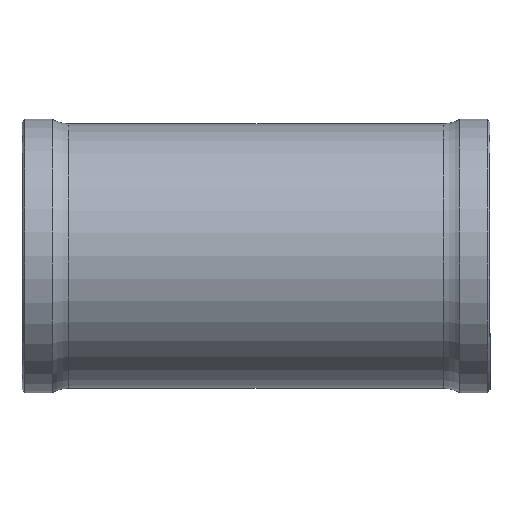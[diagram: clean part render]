
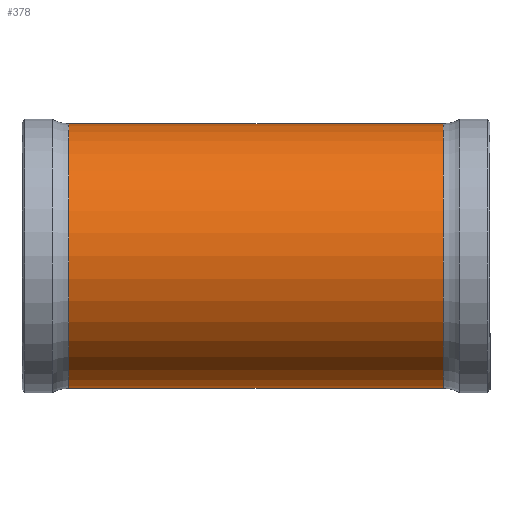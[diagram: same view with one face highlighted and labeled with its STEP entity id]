
A CAD part, top view. The second image highlights one B-rep face of the part: STEP entity #378.
In plain terms, the highlighted cylindrical face has radius 24.6 mm (diameter 49.2 mm), a partial arc.
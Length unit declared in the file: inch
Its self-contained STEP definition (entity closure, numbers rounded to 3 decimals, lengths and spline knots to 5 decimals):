
#9 = CARTESIAN_POINT ( 'NONE',  ( -1.37112, -0.0115, 0. ) ) ;
#78 = VERTEX_POINT ( 'NONE', #491 ) ;
#82 = EDGE_CURVE ( 'NONE', #502, #78, #727, .T. ) ;
#137 = CARTESIAN_POINT ( 'NONE',  ( -1.73061, 0.957, 0. ) ) ;
#143 = CIRCLE ( 'NONE', #170, 0.9685 ) ;
#146 = DIRECTION ( 'NONE',  ( 0., -1., 0. ) ) ;
#170 = AXIS2_PLACEMENT_3D ( 'NONE', #9, #312, #336 ) ;
#290 = CIRCLE ( 'NONE', #625, 0.9685 ) ;
#312 = DIRECTION ( 'NONE',  ( -1., 0., 0. ) ) ;
#319 = EDGE_CURVE ( 'NONE', #502, #695, #290, .T. ) ;
#336 = DIRECTION ( 'NONE',  ( 0., -1., 0. ) ) ;
#378 = ADVANCED_FACE ( 'NONE', ( #624 ), #559, .T. ) ;
#380 = EDGE_LOOP ( 'NONE', ( #414, #827, #480, #393 ) ) ;
#381 = EDGE_CURVE ( 'NONE', #695, #574, #584, .T. ) ;
#382 = VECTOR ( 'NONE', #448, 39.37008 ) ;
#383 = CARTESIAN_POINT ( 'NONE',  ( 1.37112, -0.98, 0. ) ) ;
#387 = DIRECTION ( 'NONE',  ( -1., 0., 0. ) ) ;
#393 = ORIENTED_EDGE ( 'NONE', *, *, #82, .F. ) ;
#406 = CARTESIAN_POINT ( 'NONE',  ( -1.37112, 0.957, 0. ) ) ;
#414 = ORIENTED_EDGE ( 'NONE', *, *, #319, .T. ) ;
#448 = DIRECTION ( 'NONE',  ( -1., 0., 0. ) ) ;
#454 = DIRECTION ( 'NONE',  ( -1., 0., 0. ) ) ;
#457 = EDGE_CURVE ( 'NONE', #78, #574, #143, .T. ) ;
#480 = ORIENTED_EDGE ( 'NONE', *, *, #457, .F. ) ;
#491 = CARTESIAN_POINT ( 'NONE',  ( -1.37112, -0.98, 0. ) ) ;
#499 = CARTESIAN_POINT ( 'NONE',  ( -1.73061, -0.98, 0. ) ) ;
#502 = VERTEX_POINT ( 'NONE', #383 ) ;
#508 = AXIS2_PLACEMENT_3D ( 'NONE', #597, #454, #146 ) ;
#559 = CYLINDRICAL_SURFACE ( 'NONE', #508, 0.9685 ) ;
#574 = VERTEX_POINT ( 'NONE', #406 ) ;
#584 = LINE ( 'NONE', #137, #667 ) ;
#597 = CARTESIAN_POINT ( 'NONE',  ( -1.73061, -0.0115, 0. ) ) ;
#624 = FACE_OUTER_BOUND ( 'NONE', #380, .T. ) ;
#625 = AXIS2_PLACEMENT_3D ( 'NONE', #828, #713, #697 ) ;
#667 = VECTOR ( 'NONE', #387, 39.37008 ) ;
#695 = VERTEX_POINT ( 'NONE', #805 ) ;
#697 = DIRECTION ( 'NONE',  ( 0., -1., 0. ) ) ;
#713 = DIRECTION ( 'NONE',  ( -1., 0., 0. ) ) ;
#727 = LINE ( 'NONE', #499, #382 ) ;
#805 = CARTESIAN_POINT ( 'NONE',  ( 1.37112, 0.957, 0. ) ) ;
#827 = ORIENTED_EDGE ( 'NONE', *, *, #381, .T. ) ;
#828 = CARTESIAN_POINT ( 'NONE',  ( 1.37112, -0.0115, 0. ) ) ;
